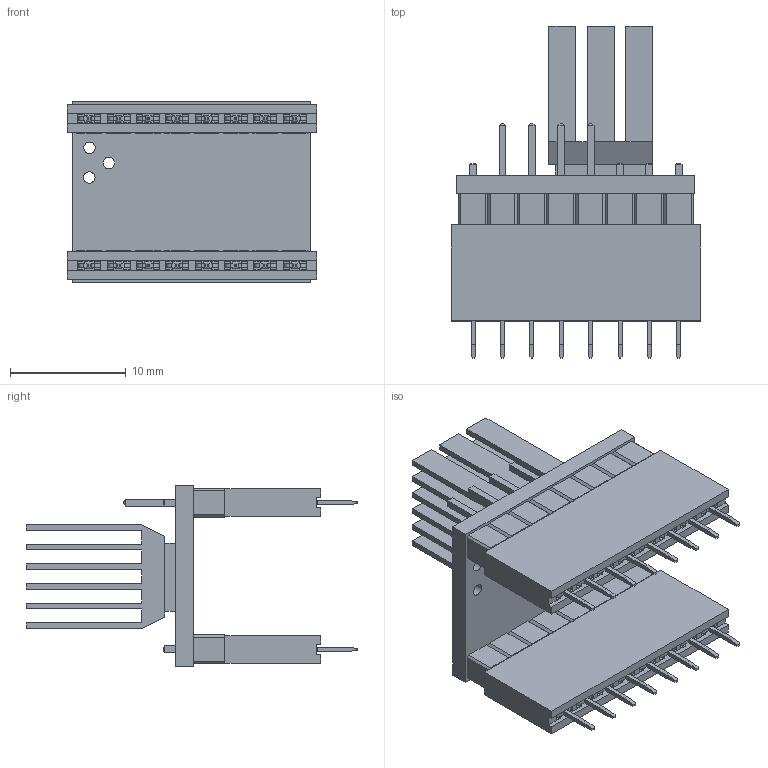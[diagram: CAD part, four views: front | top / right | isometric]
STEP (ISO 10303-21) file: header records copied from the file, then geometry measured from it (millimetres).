
FILE_DESCRIPTION(('FreeCAD Model'),'2;1');
FILE_NAME('Open CASCADE Shape Model','2024-02-14T10:55:36',(''),(''), 'Open CASCADE STEP processor 7.6','FreeCAD','Unknown');
FILE_SCHEMA(('AUTOMOTIVE_DESIGN { 1 0 10303 214 1 1 1 1 }'));
Length unit declared in the file: millimetre
Products named in the file (47): Unnamed; TMC 2130 v1; Component1; Component004; Component2; Component003; Component020; Component3; Component005; Component006; Component007; Component008; Component009; Component010; Component011; Component012; Component013; Component014; Component015; Component016; Component017; Component018; Component019; Component4; Component5; 2_54_x_8_pitch_connector_; Pitch_x_016; Pitch_x_8; Pitch_x_009; Pitch_x_010; Pitch_x_011; Pitch_x_012; Pitch_x_013; Pitch_x_014; Pitch_x_015; Plastic_x_8; 2_54_x_8_pitch_connector_001; Pitch_x_8001; Pitch_x_017; Pitch_x_018 ...
Assembly tree (46 placements, depth 4):
  Unnamed
    TMC 2130 v1
      Component1
      Component004
        Component2
        Component003
      Component020
        Component3
        Component005
        Component006
        Component007
        Component008
        Component009
        Component010
        Component011
        Component012
        Component013
        Component014
        Component015
        Component016
        Component017
        Component018
        Component019
      Component4
      Component5
    2_54_x_8_pitch_connector_
      Pitch_x_016
        Pitch_x_8
        Pitch_x_009
        Pitch_x_010
        Pitch_x_011
        Pitch_x_012
        Pitch_x_013
        Pitch_x_014
        Pitch_x_015
      Plastic_x_8
    2_54_x_8_pitch_connector_001
      Pitch_x_8001
        Pitch_x_017
        Pitch_x_018
        Pitch_x_019
        Pitch_x_020
        Pitch_x_021
        Pitch_x_022
        Pitch_x_023
        Pitch_x_024
      Plastic_x_009
Bounding box: 21.6 x 28.7 x 15.7 mm (x, y, z)
Volume: 1917.7 mm3; surface area: 5267.3 mm2
Topology: 39 solids, 39 shells, 1173 faces, 3113 edges, 2002 vertices
Faces by surface type: plane 1042, cylinder 131
Full cylindrical faces by diameter (mm): 1 x3
Entity records: 36928 total; most frequent: CARTESIAN_POINT 6335, ORIENTED_EDGE 6226, DIRECTION 5815, EDGE_CURVE 3113, LINE 2851, VECTOR 2851, VERTEX_POINT 2002, AXIS2_PLACEMENT_3D 1482
